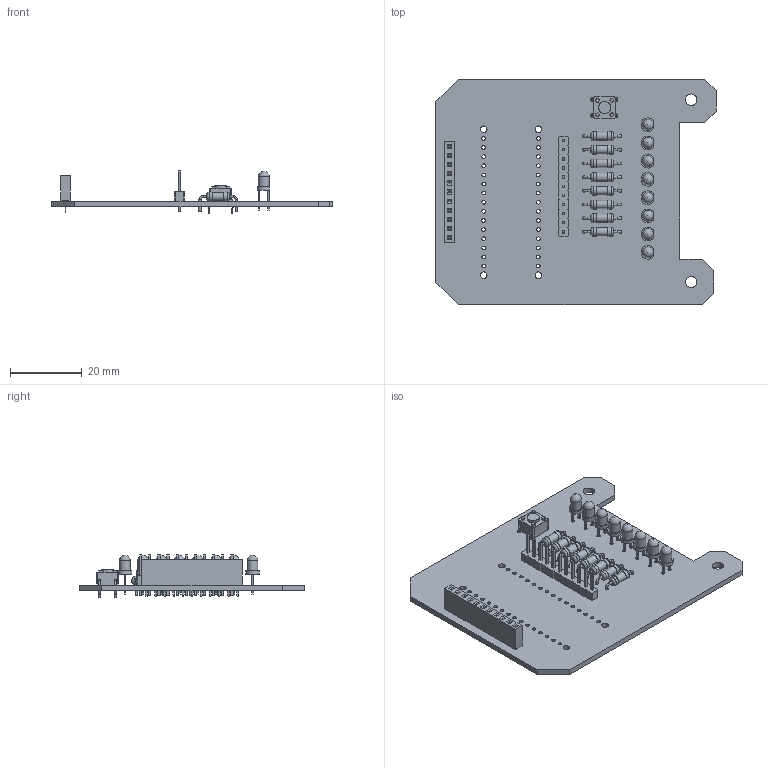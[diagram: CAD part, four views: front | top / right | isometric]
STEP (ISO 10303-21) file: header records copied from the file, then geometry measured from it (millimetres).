
FILE_DESCRIPTION(('KiCad electronic assembly'),'2;1');
FILE_NAME('LineSensor.step','2023-04-13T11:10:45',('An Author'),( 'A Company'),'Open CASCADE STEP processor 7.5', 'KiCad to STEP converter','Unknown');
FILE_SCHEMA(('AUTOMOTIVE_DESIGN { 1 0 10303 214 1 1 1 1 }'));
Length unit declared in the file: millimetre
Products named in the file (12): Open CASCADE STEP translator 7.5 1; SW_PUSH_6mm; SOLID; PinSocket_1x11_P2.54mm_Vertical; R_Axial_DIN0207_L6.3mm_D2.5mm_P10.16mm_Horizontal; PinHeader_1x11_P2.54mm_Vertical; LED_D3.0mm; COMPOUND
Assembly tree (25 placements, depth 3):
  Open CASCADE STEP translator 7.5 1
    SW_PUSH_6mm
      SOLID
    PinSocket_1x11_P2.54mm_Vertical
      SOLID
    R_Axial_DIN0207_L6.3mm_D2.5mm_P10.16mm_Horizontal  x8
      SOLID
    PinHeader_1x11_P2.54mm_Vertical
      SOLID
    LED_D3.0mm  x8
      SOLID
    COMPOUND
Bounding box: 78.11 x 62.87 x 12.04 mm (x, y, z)
Volume: 8363.3 mm3; surface area: 12518.6 mm2
Topology: 20 solids, 20 shells, 1098 faces, 2661 edges, 1703 vertices
Faces by surface type: plane 850, cylinder 207, torus 33, sphere 8
Full cylindrical faces by diameter (mm): 0.6 x32, 0.8 x16, 0.9 x16, 1 x26, 1.016 x30, 1.1 x4, 1.85 x4, 2.25 x8, 2.5 x16, 3 x8, 3.2 x2, 3.5 x1
Entity records: 61278 total; most frequent: CARTESIAN_POINT 10405, DIRECTION 8488, LINE 6068, VECTOR 6068, ORIENTED_EDGE 4428, PCURVE 4428, DEFINITIONAL_REPRESENTATION 4428, EDGE_CURVE 2214
